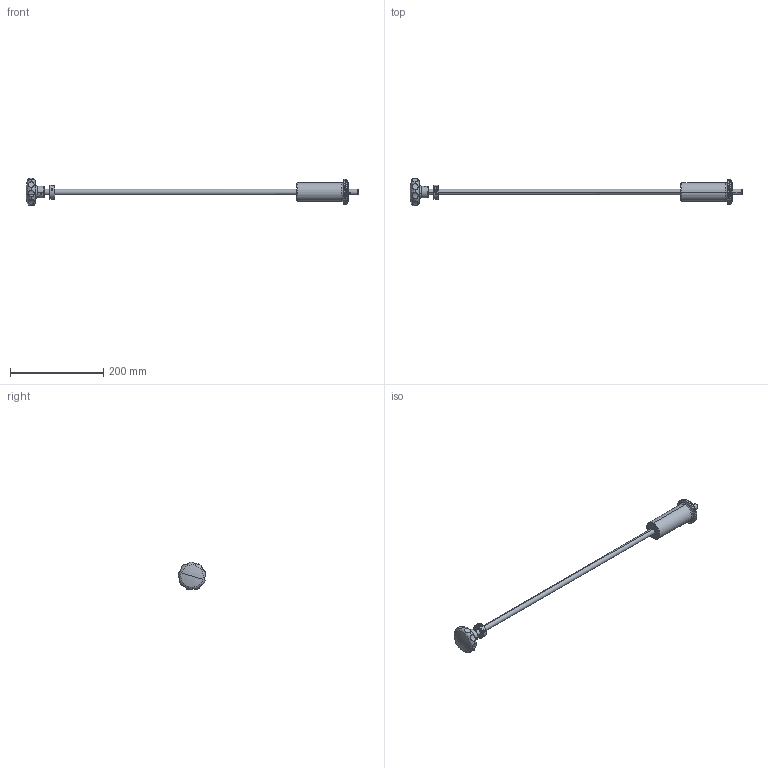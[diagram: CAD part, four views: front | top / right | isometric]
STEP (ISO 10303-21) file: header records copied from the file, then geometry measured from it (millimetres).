
FILE_DESCRIPTION (( 'STEP AP214' ), '1' );
FILE_NAME ('120MDD040-0500.stp', '2024-11-14T08:03:22', ( '' ), ( '' ), 'SwSTEP 2.0', 'SolidWorks 2023', '' );
FILE_SCHEMA (( 'AUTOMOTIVE_DESIGN' ));
Length unit declared in the file: millimetre
Products named in the file (1): 120MDD040-0500
Bounding box: 711.67 x 59.75 x 59.56 mm (x, y, z)
Volume: 268645.7 mm3; surface area: 54304 mm2
Topology: 1 solids, 1 shells, 321 faces, 823 edges, 524 vertices
Faces by surface type: plane 136, cylinder 84, bspline 53, cone 48
Entity records: 12767 total; most frequent: CARTESIAN_POINT 5199, ORIENTED_EDGE 1622, DIRECTION 1517, EDGE_CURVE 811, AXIS2_PLACEMENT_3D 582, VERTEX_POINT 524, EDGE_LOOP 361, LINE 353
